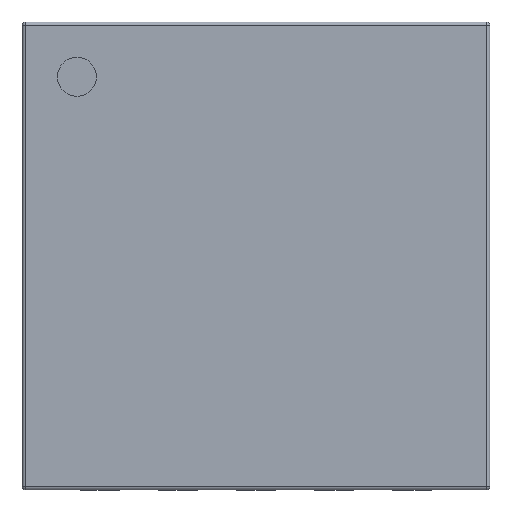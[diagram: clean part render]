
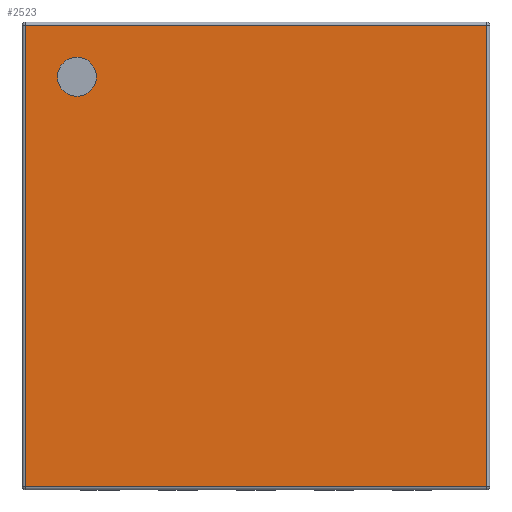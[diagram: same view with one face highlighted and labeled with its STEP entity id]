
A CAD part, top view. The second image highlights one B-rep face of the part: STEP entity #2523.
In plain terms, the highlighted planar face has unit normal (0, 0, 1).
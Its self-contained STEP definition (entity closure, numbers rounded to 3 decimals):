
#114=FACE_BOUND('',#1020,.T.);
#117=PLANE('',#2681);
#221=LINE('',#3516,#540);
#227=LINE('',#3545,#546);
#229=LINE('',#3548,#548);
#231=LINE('',#3551,#550);
#540=VECTOR('',#2855,10.);
#546=VECTOR('',#2887,10.);
#548=VECTOR('',#2891,10.);
#550=VECTOR('',#2895,10.);
#891=FACE_OUTER_BOUND('',#1019,.T.);
#1019=EDGE_LOOP('',(#1871,#1872,#1873,#1874));
#1020=EDGE_LOOP('',(#1875));
#1150=CIRCLE('',#2682,0.125);
#1179=VERTEX_POINT('',#3491);
#1184=VERTEX_POINT('',#3504);
#1189=VERTEX_POINT('',#3520);
#1194=VERTEX_POINT('',#3533);
#1238=VERTEX_POINT('',#3638);
#1428=EDGE_CURVE('',#1179,#1184,#221,.T.);
#1442=EDGE_CURVE('',#1184,#1194,#227,.T.);
#1444=EDGE_CURVE('',#1194,#1189,#229,.T.);
#1446=EDGE_CURVE('',#1189,#1179,#231,.T.);
#1490=EDGE_CURVE('',#1238,#1238,#1150,.T.);
#1871=ORIENTED_EDGE('',*,*,#1428,.F.);
#1872=ORIENTED_EDGE('',*,*,#1446,.F.);
#1873=ORIENTED_EDGE('',*,*,#1444,.F.);
#1874=ORIENTED_EDGE('',*,*,#1442,.F.);
#1875=ORIENTED_EDGE('',*,*,#1490,.T.);
#2523=ADVANCED_FACE('',(#891,#114),#117,.T.);
#2681=AXIS2_PLACEMENT_3D('',#3637,#2943,#2944);
#2682=AXIS2_PLACEMENT_3D('',#3639,#2945,#2946);
#2855=DIRECTION('',(1.,0.,0.));
#2887=DIRECTION('',(0.,-1.,0.));
#2891=DIRECTION('',(-1.,0.,0.));
#2895=DIRECTION('',(0.,1.,0.));
#2943=DIRECTION('center_axis',(0.,0.,1.));
#2944=DIRECTION('ref_axis',(1.,0.,0.));
#2945=DIRECTION('center_axis',(0.,0.,-1.));
#2946=DIRECTION('ref_axis',(-1.,0.,0.));
#3491=CARTESIAN_POINT('',(-1.48,1.48,0.85));
#3504=CARTESIAN_POINT('',(1.48,1.48,0.85));
#3516=CARTESIAN_POINT('',(0.75,1.48,0.85));
#3520=CARTESIAN_POINT('',(-1.48,-1.48,0.85));
#3533=CARTESIAN_POINT('',(1.48,-1.48,0.85));
#3545=CARTESIAN_POINT('',(1.48,-0.75,0.85));
#3548=CARTESIAN_POINT('',(-0.75,-1.48,0.85));
#3551=CARTESIAN_POINT('',(-1.48,0.75,0.85));
#3637=CARTESIAN_POINT('Origin',(0.,0.,0.85));
#3638=CARTESIAN_POINT('',(-1.024,1.149,0.85));
#3639=CARTESIAN_POINT('Origin',(-1.149,1.149,0.85));
